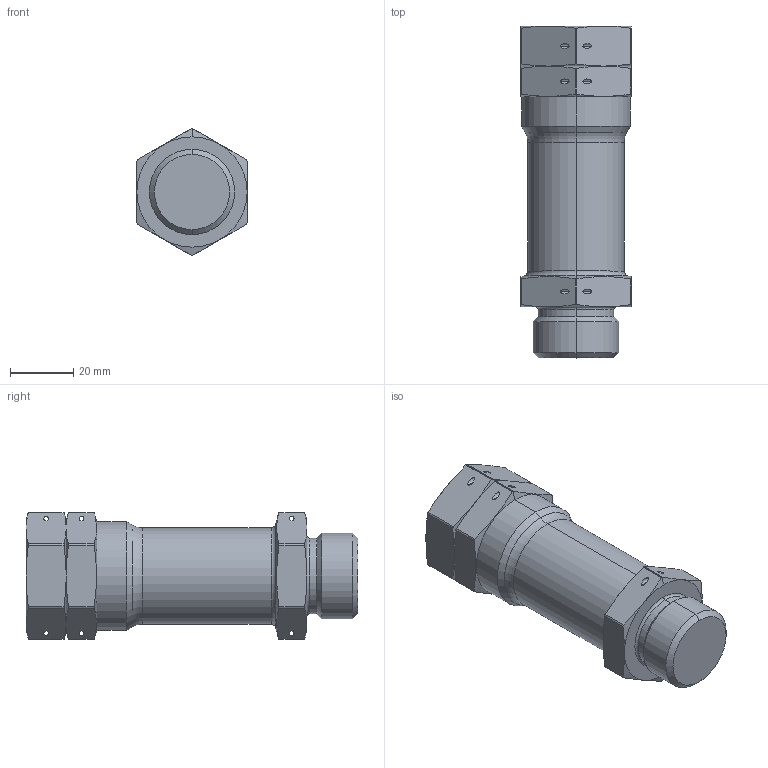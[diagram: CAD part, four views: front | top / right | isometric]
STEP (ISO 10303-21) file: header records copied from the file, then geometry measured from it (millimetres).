
FILE_DESCRIPTION (( 'STEP AP214' ), '1' );
FILE_NAME ('13022000 A (Simplified).STEP', '2013-08-22T22:25:39', ( 'Tom' ), ( 'Windows User' ), 'SwSTEP 2.0', 'SolidWorks 2013', '' );
FILE_SCHEMA (( 'AUTOMOTIVE_DESIGN' ));
Length unit declared in the file: inch
Products named in the file (4): 13022100 A (Simple); 13022000 A (Simplified); 13022102 A (Simple); 13022101 A (Simple)
Assembly tree (3 placements, depth 2):
  13022000 A (Simplified)
    13022100 A (Simple)
    13022101 A (Simple)
    13022102 A (Simple)
Bounding box: 34.92 x 105.05 x 40.06 mm (x, y, z)
Volume: 82017.7 mm3; surface area: 17982.3 mm2
Topology: 3 solids, 3 shells, 138 faces, 336 edges, 206 vertices
Faces by surface type: cylinder 47, cone 40, plane 35, torus 16
Entity records: 4544 total; most frequent: CARTESIAN_POINT 1224, ORIENTED_EDGE 672, DIRECTION 660, EDGE_CURVE 336, AXIS2_PLACEMENT_3D 276, VERTEX_POINT 206, EDGE_LOOP 154, FACE_OUTER_BOUND 138
